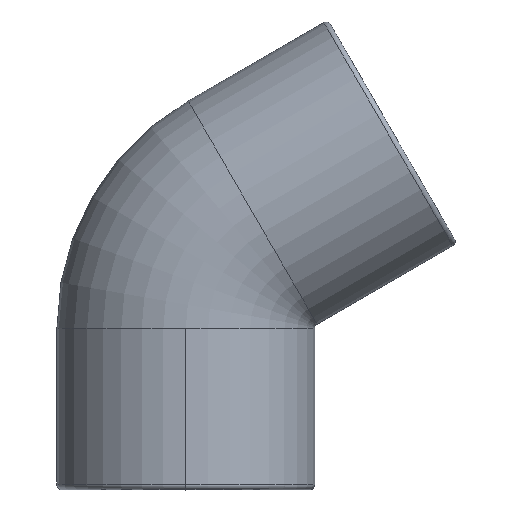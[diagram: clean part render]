
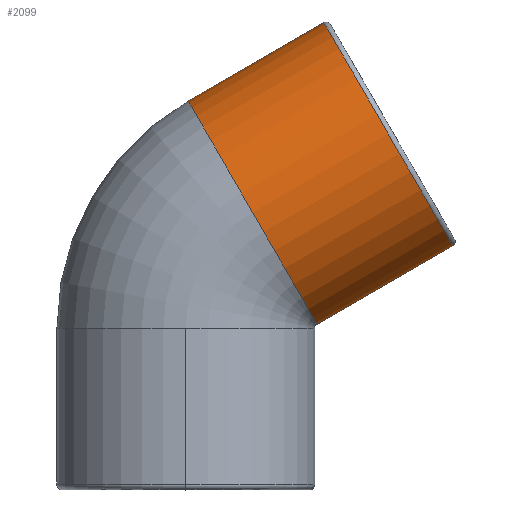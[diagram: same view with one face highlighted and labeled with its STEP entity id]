
A CAD part, top view. The second image highlights one B-rep face of the part: STEP entity #2099.
In plain terms, the highlighted cylindrical face has radius 13.5 mm (diameter 27 mm), a partial arc.
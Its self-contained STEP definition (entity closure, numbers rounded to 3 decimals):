
#52 = CARTESIAN_POINT ( 'NONE',  ( 13.75, 17.35, 0. ) ) ;
#80 = ORIENTED_EDGE ( 'NONE', *, *, #2599, .F. ) ;
#108 = ORIENTED_EDGE ( 'NONE', *, *, #4465, .T. ) ;
#170 = DIRECTION ( 'NONE',  ( -0.5, 0.866, 0. ) ) ;
#261 = AXIS2_PLACEMENT_3D ( 'NONE', #3983, #542, #170 ) ;
#466 = CARTESIAN_POINT ( 'NONE',  ( 13.75, 17.35, 0. ) ) ;
#485 = VECTOR ( 'NONE', #3249, 1000. ) ;
#542 = DIRECTION ( 'NONE',  ( -0.866, -0.5, 0. ) ) ;
#806 = VERTEX_POINT ( 'NONE', #2339 ) ;
#1134 = DIRECTION ( 'NONE',  ( 0.866, 0.5, 0. ) ) ;
#1506 = LINE ( 'NONE', #52, #4029 ) ;
#1554 = FACE_OUTER_BOUND ( 'NONE', #2909, .T. ) ;
#1805 = CYLINDRICAL_SURFACE ( 'NONE', #2685, 13.5 ) ;
#1841 = CARTESIAN_POINT ( 'NONE',  ( 0.25, 40.733, 0. ) ) ;
#2017 = EDGE_CURVE ( 'NONE', #2776, #4459, #1506, .T. ) ;
#2022 = AXIS2_PLACEMENT_3D ( 'NONE', #3152, #1134, #4268 ) ;
#2099 = ADVANCED_FACE ( 'NONE', ( #1554 ), #1805, .T. ) ;
#2168 = LINE ( 'NONE', #1841, #485 ) ;
#2335 = CARTESIAN_POINT ( 'NONE',  ( 14.468, 48.941, 0. ) ) ;
#2339 = CARTESIAN_POINT ( 'NONE',  ( 0.25, 40.733, 0. ) ) ;
#2525 = DIRECTION ( 'NONE',  ( 0.866, 0.5, 0. ) ) ;
#2599 = EDGE_CURVE ( 'NONE', #806, #3546, #2168, .T. ) ;
#2628 = CARTESIAN_POINT ( 'NONE',  ( 27.968, 25.559, 0. ) ) ;
#2685 = AXIS2_PLACEMENT_3D ( 'NONE', #3954, #3239, #3256 ) ;
#2776 = VERTEX_POINT ( 'NONE', #466 ) ;
#2909 = EDGE_LOOP ( 'NONE', ( #3880, #3512, #108, #80 ) ) ;
#3152 = CARTESIAN_POINT ( 'NONE',  ( 7., 29.041, 0. ) ) ;
#3239 = DIRECTION ( 'NONE',  ( 0.866, 0.5, 0. ) ) ;
#3249 = DIRECTION ( 'NONE',  ( 0.866, 0.5, 0. ) ) ;
#3256 = DIRECTION ( 'NONE',  ( -0.5, 0.866, 0. ) ) ;
#3420 = CIRCLE ( 'NONE', #261, 13.5 ) ;
#3512 = ORIENTED_EDGE ( 'NONE', *, *, #2017, .T. ) ;
#3546 = VERTEX_POINT ( 'NONE', #2335 ) ;
#3871 = CIRCLE ( 'NONE', #2022, 13.5 ) ;
#3880 = ORIENTED_EDGE ( 'NONE', *, *, #4284, .T. ) ;
#3954 = CARTESIAN_POINT ( 'NONE',  ( 7., 29.041, 0. ) ) ;
#3983 = CARTESIAN_POINT ( 'NONE',  ( 21.218, 37.25, 0. ) ) ;
#4029 = VECTOR ( 'NONE', #2525, 1000. ) ;
#4268 = DIRECTION ( 'NONE',  ( 0., 0., 1. ) ) ;
#4284 = EDGE_CURVE ( 'NONE', #806, #2776, #3871, .T. ) ;
#4459 = VERTEX_POINT ( 'NONE', #2628 ) ;
#4465 = EDGE_CURVE ( 'NONE', #4459, #3546, #3420, .T. ) ;
